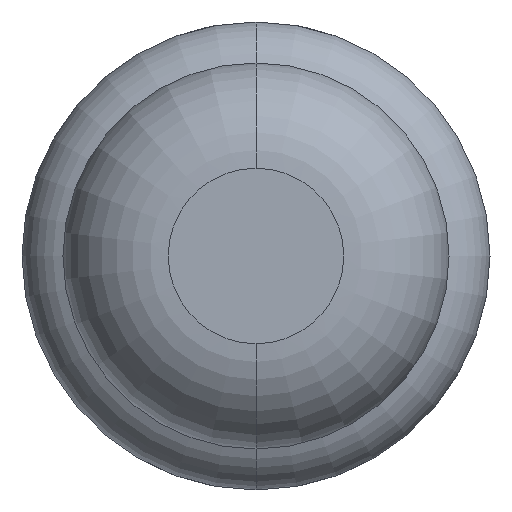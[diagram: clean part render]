
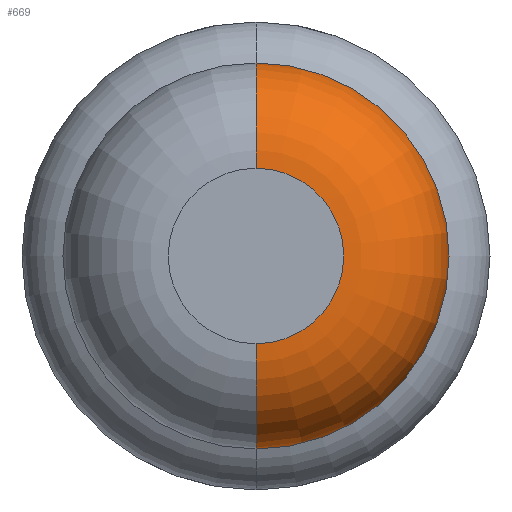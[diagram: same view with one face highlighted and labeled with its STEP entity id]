
A CAD part, front view. The second image highlights one B-rep face of the part: STEP entity #669.
In plain terms, the highlighted toroidal (fillet/blend) face has major radius 0.375 mm and minor radius 0.45 mm.
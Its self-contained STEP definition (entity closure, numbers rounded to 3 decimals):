
#106 = VERTEX_POINT ( 'NONE', #1092 ) ;
#127 = AXIS2_PLACEMENT_3D ( 'NONE', #2881, #3777, #3181 ) ;
#257 = CIRCLE ( 'NONE', #3872, 0.45 ) ;
#273 = CARTESIAN_POINT ( 'NONE',  ( 0., -29.95, -0.375 ) ) ;
#310 = DIRECTION ( 'NONE',  ( 0., 1., 0. ) ) ;
#669 = ADVANCED_FACE ( 'Defeature ausgef�hrt1_6', ( #3267 ), #3456, .T. ) ;
#942 = EDGE_CURVE ( 'NONE', #106, #3404, #257, .T. ) ;
#988 = CIRCLE ( 'NONE', #2743, 0.375 ) ;
#1092 = CARTESIAN_POINT ( 'NONE',  ( 0., -30.4, 0.375 ) ) ;
#1109 = DIRECTION ( 'NONE',  ( -1., 0., 0. ) ) ;
#1356 = EDGE_CURVE ( 'Defeature ausgef�hrt1_7+Defeature ausgef�hrt1_6+Defeature ausgef�hrt1_6+Defeature ausgef�hrt1_6', #3404, #1913, #1369, .T. ) ;
#1369 = CIRCLE ( 'NONE', #127, 0.825 ) ;
#1428 = EDGE_CURVE ( 'NONE', #3515, #1913, #3527, .T. ) ;
#1498 = EDGE_CURVE ( 'Defeature ausgef�hrt1_6+Defeature ausgef�hrt1_5+Defeature ausgef�hrt1_5+Defeature ausgef�hrt1_5', #106, #3515, #988, .T. ) ;
#1881 = ORIENTED_EDGE ( 'NONE', *, *, #1356, .F. ) ;
#1913 = VERTEX_POINT ( 'NONE', #2328 ) ;
#1925 = DIRECTION ( 'NONE',  ( 0., 0., 1. ) ) ;
#2036 = DIRECTION ( 'NONE',  ( 0., 0., 1. ) ) ;
#2130 = CARTESIAN_POINT ( 'NONE',  ( 0., -30.4, 0. ) ) ;
#2139 = DIRECTION ( 'NONE',  ( 0., 0., 1. ) ) ;
#2269 = ORIENTED_EDGE ( 'NONE', *, *, #942, .F. ) ;
#2328 = CARTESIAN_POINT ( 'NONE',  ( 0., -29.95, -0.825 ) ) ;
#2655 = EDGE_LOOP ( 'NONE', ( #2713, #3217, #1881, #2269 ) ) ;
#2713 = ORIENTED_EDGE ( 'NONE', *, *, #1498, .T. ) ;
#2743 = AXIS2_PLACEMENT_3D ( 'NONE', #2130, #310, #2139 ) ;
#2822 = AXIS2_PLACEMENT_3D ( 'NONE', #3468, #3432, #1925 ) ;
#2881 = CARTESIAN_POINT ( 'NONE',  ( 0., -29.95, 0. ) ) ;
#2952 = DIRECTION ( 'NONE',  ( 0., 0., -1. ) ) ;
#3161 = CARTESIAN_POINT ( 'NONE',  ( 0., -29.95, 0.825 ) ) ;
#3181 = DIRECTION ( 'NONE',  ( 0., 0., 1. ) ) ;
#3217 = ORIENTED_EDGE ( 'NONE', *, *, #1428, .T. ) ;
#3267 = FACE_OUTER_BOUND ( 'NONE', #2655, .T. ) ;
#3404 = VERTEX_POINT ( 'NONE', #3161 ) ;
#3432 = DIRECTION ( 'NONE',  ( 0., 1., 0. ) ) ;
#3456 = TOROIDAL_SURFACE ( 'NONE', #2822, 0.375, 0.45 ) ;
#3468 = CARTESIAN_POINT ( 'NONE',  ( 0., -29.95, 0. ) ) ;
#3515 = VERTEX_POINT ( 'NONE', #3809 ) ;
#3522 = CARTESIAN_POINT ( 'NONE',  ( 0., -29.95, 0.375 ) ) ;
#3527 = CIRCLE ( 'NONE', #3616, 0.45 ) ;
#3582 = DIRECTION ( 'NONE',  ( 1., 0., 0. ) ) ;
#3616 = AXIS2_PLACEMENT_3D ( 'NONE', #273, #3582, #2952 ) ;
#3777 = DIRECTION ( 'NONE',  ( 0., 1., 0. ) ) ;
#3809 = CARTESIAN_POINT ( 'NONE',  ( 0., -30.4, -0.375 ) ) ;
#3872 = AXIS2_PLACEMENT_3D ( 'NONE', #3522, #1109, #2036 ) ;
